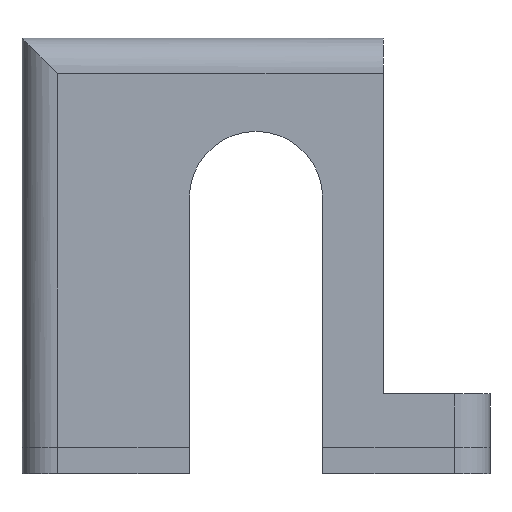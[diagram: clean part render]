
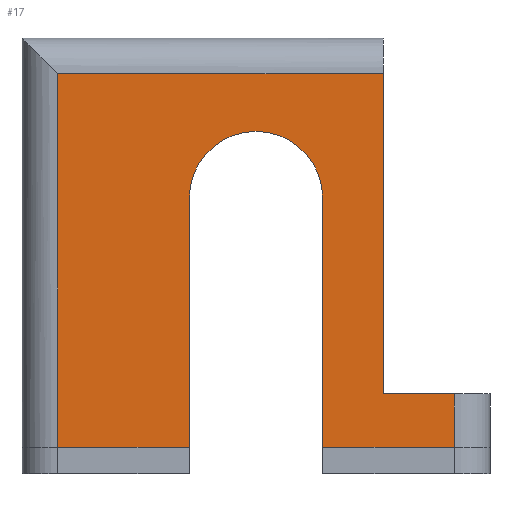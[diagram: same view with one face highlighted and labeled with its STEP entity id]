
A CAD part, left-side view. The second image highlights one B-rep face of the part: STEP entity #17.
In plain terms, the highlighted planar face has unit normal (-1, 0, 0).
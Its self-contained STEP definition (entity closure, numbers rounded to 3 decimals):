
#17 = ADVANCED_FACE('',(#18),#101,.T.);
#18 = FACE_BOUND('',#19,.T.);
#19 = EDGE_LOOP('',(#20,#30,#38,#46,#55,#63,#71,#79,#87,#95));
#20 = ORIENTED_EDGE('',*,*,#21,.F.);
#21 = EDGE_CURVE('',#22,#24,#26,.T.);
#22 = VERTEX_POINT('',#23);
#23 = CARTESIAN_POINT('',(-5.,11.15,-8.));
#24 = VERTEX_POINT('',#25);
#25 = CARTESIAN_POINT('',(-5.,11.15,13.));
#26 = LINE('',#27,#28);
#27 = CARTESIAN_POINT('',(-5.,11.15,0.));
#28 = VECTOR('',#29,1.);
#29 = DIRECTION('',(0.,0.,1.));
#30 = ORIENTED_EDGE('',*,*,#31,.T.);
#31 = EDGE_CURVE('',#22,#32,#34,.T.);
#32 = VERTEX_POINT('',#33);
#33 = CARTESIAN_POINT('',(-5.,3.75,-8.));
#34 = LINE('',#35,#36);
#35 = CARTESIAN_POINT('',(-5.,13.15,-8.));
#36 = VECTOR('',#37,1.);
#37 = DIRECTION('',(0.,-1.,0.));
#38 = ORIENTED_EDGE('',*,*,#39,.F.);
#39 = EDGE_CURVE('',#40,#32,#42,.T.);
#40 = VERTEX_POINT('',#41);
#41 = CARTESIAN_POINT('',(-5.,3.75,6.));
#42 = LINE('',#43,#44);
#43 = CARTESIAN_POINT('',(-5.,3.75,0.));
#44 = VECTOR('',#45,1.);
#45 = DIRECTION('',(-0.,-0.,-1.));
#46 = ORIENTED_EDGE('',*,*,#47,.F.);
#47 = EDGE_CURVE('',#48,#40,#50,.T.);
#48 = VERTEX_POINT('',#49);
#49 = CARTESIAN_POINT('',(-5.,-3.75,6.));
#50 = CIRCLE('',#51,3.75);
#51 = AXIS2_PLACEMENT_3D('',#52,#53,#54);
#52 = CARTESIAN_POINT('',(-5.,0.,6.));
#53 = DIRECTION('',(-1.,0.,0.));
#54 = DIRECTION('',(0.,-1.,0.));
#55 = ORIENTED_EDGE('',*,*,#56,.F.);
#56 = EDGE_CURVE('',#57,#48,#59,.T.);
#57 = VERTEX_POINT('',#58);
#58 = CARTESIAN_POINT('',(-5.,-3.75,-8.));
#59 = LINE('',#60,#61);
#60 = CARTESIAN_POINT('',(-5.,-3.75,0.));
#61 = VECTOR('',#62,1.);
#62 = DIRECTION('',(0.,0.,1.));
#63 = ORIENTED_EDGE('',*,*,#64,.T.);
#64 = EDGE_CURVE('',#57,#65,#67,.T.);
#65 = VERTEX_POINT('',#66);
#66 = CARTESIAN_POINT('',(-5.,-11.15,-8.));
#67 = LINE('',#68,#69);
#68 = CARTESIAN_POINT('',(-5.,13.15,-8.));
#69 = VECTOR('',#70,1.);
#70 = DIRECTION('',(0.,-1.,0.));
#71 = ORIENTED_EDGE('',*,*,#72,.F.);
#72 = EDGE_CURVE('',#73,#65,#75,.T.);
#73 = VERTEX_POINT('',#74);
#74 = CARTESIAN_POINT('',(-5.,-11.15,-5.));
#75 = LINE('',#76,#77);
#76 = CARTESIAN_POINT('',(-5.,-11.15,0.));
#77 = VECTOR('',#78,1.);
#78 = DIRECTION('',(-0.,-0.,-1.));
#79 = ORIENTED_EDGE('',*,*,#80,.F.);
#80 = EDGE_CURVE('',#81,#73,#83,.T.);
#81 = VERTEX_POINT('',#82);
#82 = CARTESIAN_POINT('',(-5.,-7.15,-5.));
#83 = LINE('',#84,#85);
#84 = CARTESIAN_POINT('',(-5.,-6.575,-5.));
#85 = VECTOR('',#86,1.);
#86 = DIRECTION('',(0.,-1.,0.));
#87 = ORIENTED_EDGE('',*,*,#88,.F.);
#88 = EDGE_CURVE('',#89,#81,#91,.T.);
#89 = VERTEX_POINT('',#90);
#90 = CARTESIAN_POINT('',(-5.,-7.15,13.));
#91 = LINE('',#92,#93);
#92 = CARTESIAN_POINT('',(-5.,-7.15,3.938));
#93 = VECTOR('',#94,1.);
#94 = DIRECTION('',(0.,0.,-1.));
#95 = ORIENTED_EDGE('',*,*,#96,.F.);
#96 = EDGE_CURVE('',#24,#89,#97,.T.);
#97 = LINE('',#98,#99);
#98 = CARTESIAN_POINT('',(-5.,13.15,13.));
#99 = VECTOR('',#100,1.);
#100 = DIRECTION('',(0.,-1.,0.));
#101 = PLANE('',#102);
#102 = AXIS2_PLACEMENT_3D('',#103,#104,#105);
#103 = CARTESIAN_POINT('',(-5.,0.,2.876));
#104 = DIRECTION('',(-1.,-0.,-0.));
#105 = DIRECTION('',(0.,0.,-1.));
